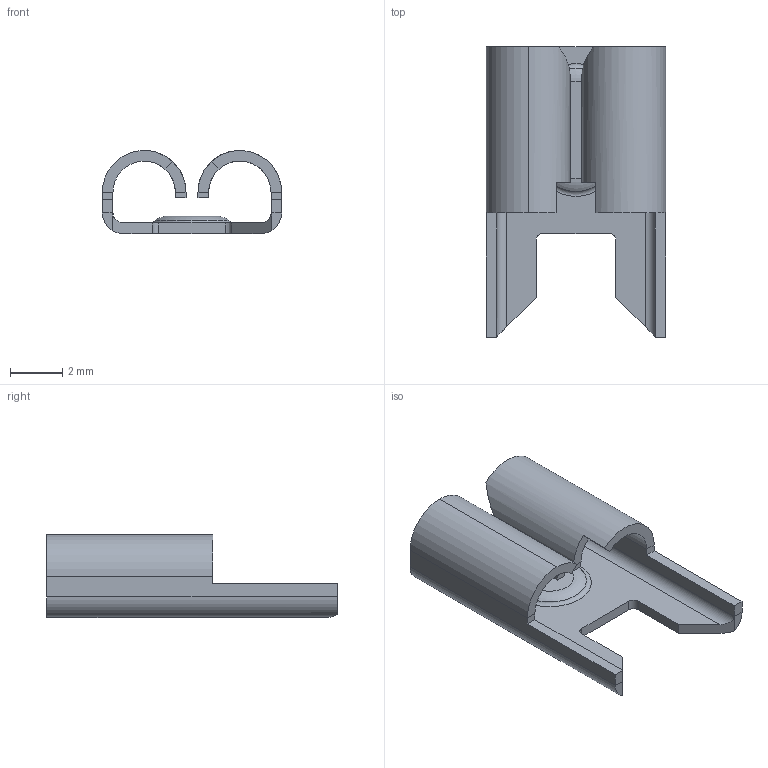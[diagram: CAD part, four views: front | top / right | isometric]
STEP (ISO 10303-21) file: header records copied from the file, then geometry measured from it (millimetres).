
FILE_DESCRIPTION (( 'STEP AP214' ), '1' );
FILE_NAME ('3575.STEP', '2009-11-12T16:07:06', ( 'Richard Maletta' ), ( '' ), 'SwSTEP 2.0', 'SolidWorks 2009', '' );
FILE_SCHEMA (( 'AUTOMOTIVE_DESIGN' ));
Length unit declared in the file: inch
Products named in the file (1): 3575
Bounding box: 6.86 x 11.1 x 3.17 mm (x, y, z)
Volume: 54.3 mm3; surface area: 292.8 mm2
Topology: 1 solids, 1 shells, 74 faces, 176 edges, 106 vertices
Faces by surface type: plane 44, cylinder 20, torus 8, bspline 2
Entity records: 2168 total; most frequent: CARTESIAN_POINT 429, DIRECTION 356, ORIENTED_EDGE 352, EDGE_CURVE 176, AXIS2_PLACEMENT_3D 123, LINE 110, VECTOR 110, VERTEX_POINT 106
